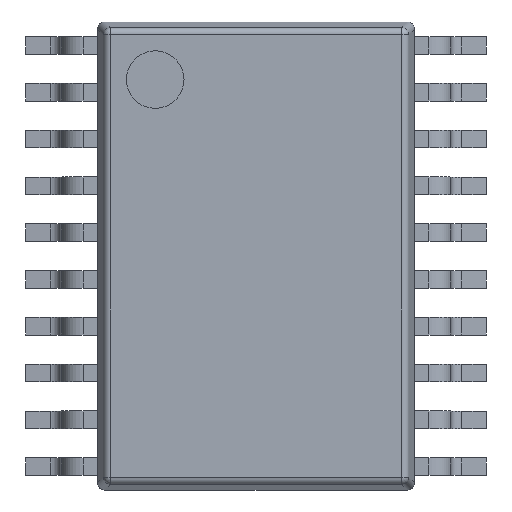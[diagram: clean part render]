
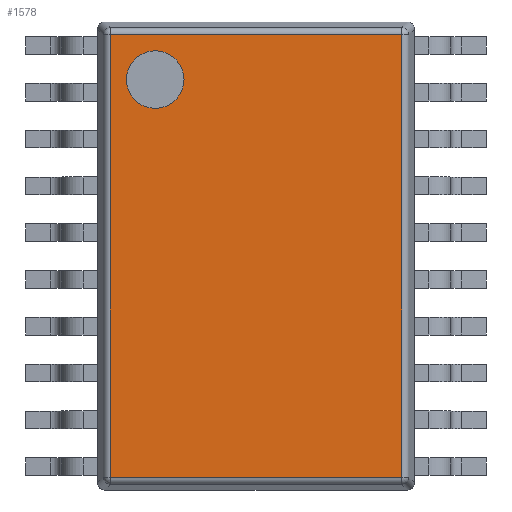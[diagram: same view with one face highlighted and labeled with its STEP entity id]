
A CAD part, top view. The second image highlights one B-rep face of the part: STEP entity #1578.
In plain terms, the highlighted face is planar.
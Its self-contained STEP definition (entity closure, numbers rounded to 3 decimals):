
#649=CARTESIAN_POINT('',(-1.4,0.45,-2.45));
#650=DIRECTION('',(0.,-1.,0.));
#651=DIRECTION('',(1.,0.,0.));
#652=AXIS2_PLACEMENT_3D('',#649,#650,#651);
#657=CARTESIAN_POINT('',(-1.4,0.45,-2.45));
#658=DIRECTION('',(0.,-1.,0.));
#659=DIRECTION('',(-1.,0.,0.));
#660=AXIS2_PLACEMENT_3D('',#657,#658,#659);
#665=DIRECTION('',(0.,0.,1.));
#666=VECTOR('',#665,6.147);
#667=CARTESIAN_POINT('',(-2.023,0.45,-3.073));
#668=LINE('',#667,#666);
#672=DIRECTION('',(-1.,0.,0.));
#673=VECTOR('',#672,4.047);
#674=CARTESIAN_POINT('',(2.023,0.45,-3.073));
#675=LINE('',#674,#673);
#679=DIRECTION('',(0.,0.,-1.));
#680=VECTOR('',#679,6.147);
#681=CARTESIAN_POINT('',(2.023,0.45,3.073));
#682=LINE('',#681,#680);
#686=DIRECTION('',(1.,0.,0.));
#687=VECTOR('',#686,4.047);
#688=CARTESIAN_POINT('',(-2.023,0.45,3.073));
#689=LINE('',#688,#687);
#916=CARTESIAN_POINT('',(-1.,0.45,-2.45));
#917=CARTESIAN_POINT('',(-1.8,0.45,-2.45));
#918=VERTEX_POINT('',#916);
#919=VERTEX_POINT('',#917);
#932=CARTESIAN_POINT('',(-2.023,0.45,-3.073));
#933=CARTESIAN_POINT('',(-2.023,0.45,3.073));
#934=VERTEX_POINT('',#932);
#935=VERTEX_POINT('',#933);
#940=CARTESIAN_POINT('',(2.023,0.45,3.073));
#941=CARTESIAN_POINT('',(2.023,0.45,-3.073));
#942=VERTEX_POINT('',#940);
#943=VERTEX_POINT('',#941);
#1561=CARTESIAN_POINT('',(0.,0.45,0.));
#1562=DIRECTION('',(0.,1.,0.));
#1563=DIRECTION('',(1.,0.,0.));
#1564=AXIS2_PLACEMENT_3D('',#1561,#1562,#1563);
#1565=PLANE('',#1564);
#1566=ORIENTED_EDGE('',*,*,#1485,.F.);
#1567=ORIENTED_EDGE('',*,*,#1552,.F.);
#1568=ORIENTED_EDGE('',*,*,#1394,.F.);
#1569=ORIENTED_EDGE('',*,*,#1423,.F.);
#1570=EDGE_LOOP('',(#1566,#1567,#1568,#1569));
#1571=FACE_OUTER_BOUND('',#1570,.F.);
#1573=ORIENTED_EDGE('',*,*,#1572,.F.);
#1575=ORIENTED_EDGE('',*,*,#1574,.F.);
#1576=EDGE_LOOP('',(#1573,#1575));
#1577=FACE_BOUND('',#1576,.F.);
#1578=ADVANCED_FACE('',(#1571,#1577),#1565,.T.);
#653=CIRCLE('',#652,0.4);
#661=CIRCLE('',#660,0.4);
#1394=EDGE_CURVE('',#942,#943,#682,.T.);
#1423=EDGE_CURVE('',#935,#942,#689,.T.);
#1485=EDGE_CURVE('',#934,#935,#668,.T.);
#1552=EDGE_CURVE('',#943,#934,#675,.T.);
#1572=EDGE_CURVE('',#918,#919,#653,.T.);
#1574=EDGE_CURVE('',#919,#918,#661,.T.);
